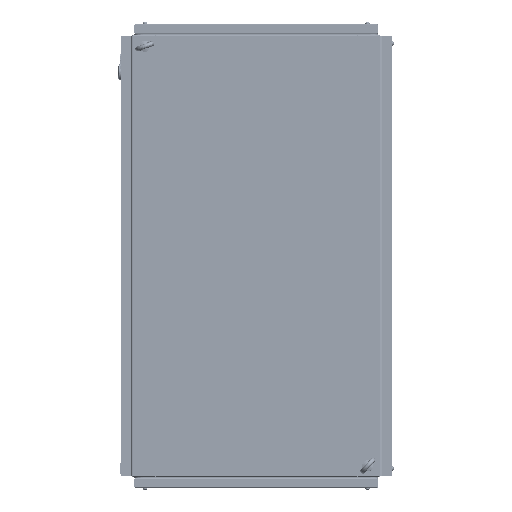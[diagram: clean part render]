
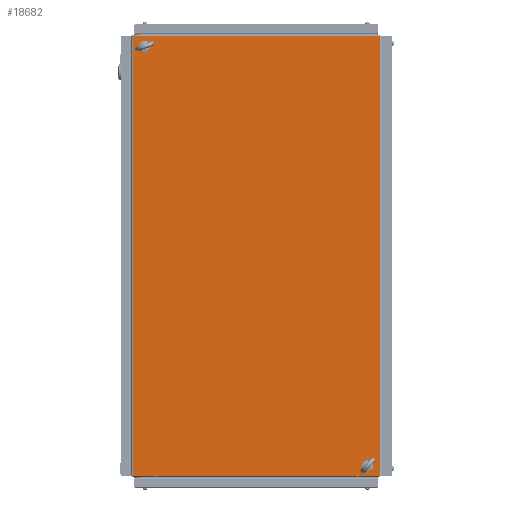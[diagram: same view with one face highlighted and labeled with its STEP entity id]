
A CAD part, front view. The second image highlights one B-rep face of the part: STEP entity #18682.
In plain terms, the highlighted planar face has unit normal (0, -1, 0).
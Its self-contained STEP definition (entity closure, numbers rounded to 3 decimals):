
#803 = DIRECTION ( 'NONE',  ( 0., -1., 0. ) ) ;
#927 = CARTESIAN_POINT ( 'NONE',  ( 43., -20., 779.5 ) ) ;
#932 = CARTESIAN_POINT ( 'NONE',  ( 20.8, -20., 0. ) ) ;
#4201 = FACE_BOUND ( 'NONE', #47909, .T. ) ;
#4242 = VERTEX_POINT ( 'NONE', #20033 ) ;
#4983 = PLANE ( 'NONE',  #37090 ) ;
#5646 = CIRCLE ( 'NONE', #69610, 4.5 ) ;
#8521 = ORIENTED_EDGE ( 'NONE', *, *, #35458, .F. ) ;
#8953 = VECTOR ( 'NONE', #25331, 1000. ) ;
#9968 = ORIENTED_EDGE ( 'NONE', *, *, #17715, .F. ) ;
#10116 = LINE ( 'NONE', #58036, #24373 ) ;
#11035 = DIRECTION ( 'NONE',  ( 0., -1., 0. ) ) ;
#11991 = ORIENTED_EDGE ( 'NONE', *, *, #55444, .T. ) ;
#12449 = CARTESIAN_POINT ( 'NONE',  ( 469.2, -20., 0. ) ) ;
#12642 = ORIENTED_EDGE ( 'NONE', *, *, #27028, .F. ) ;
#13685 = DIRECTION ( 'NONE',  ( 1., 0., 0. ) ) ;
#15198 = EDGE_CURVE ( 'NONE', #38667, #37646, #44466, .T. ) ;
#16917 = CARTESIAN_POINT ( 'NONE',  ( 447., -20., 19.5 ) ) ;
#17715 = EDGE_CURVE ( 'NONE', #25813, #37646, #10116, .T. ) ;
#18002 = EDGE_CURVE ( 'NONE', #61289, #19129, #57130, .T. ) ;
#18682 = ADVANCED_FACE ( 'NONE', ( #58039, #4201, #76067 ), #4983, .F. ) ;
#19129 = VERTEX_POINT ( 'NONE', #19284 ) ;
#19284 = CARTESIAN_POINT ( 'NONE',  ( 442.5, -20., 19.5 ) ) ;
#20033 = CARTESIAN_POINT ( 'NONE',  ( 20.8, -20., 799. ) ) ;
#23447 = VERTEX_POINT ( 'NONE', #23474 ) ;
#23474 = CARTESIAN_POINT ( 'NONE',  ( 38.5, -20., 779.5 ) ) ;
#24373 = VECTOR ( 'NONE', #64303, 1000. ) ;
#25331 = DIRECTION ( 'NONE',  ( 0., 0., -1. ) ) ;
#25601 = VECTOR ( 'NONE', #13685, 1000. ) ;
#25813 = VERTEX_POINT ( 'NONE', #27755 ) ;
#27028 = EDGE_CURVE ( 'NONE', #4242, #25813, #43558, .T. ) ;
#27755 = CARTESIAN_POINT ( 'NONE',  ( 469.2, -20., 799. ) ) ;
#28144 = CARTESIAN_POINT ( 'NONE',  ( 19.8, -20., 799. ) ) ;
#31777 = EDGE_LOOP ( 'NONE', ( #8521, #47132 ) ) ;
#32165 = ORIENTED_EDGE ( 'NONE', *, *, #18002, .F. ) ;
#32996 = ORIENTED_EDGE ( 'NONE', *, *, #15198, .T. ) ;
#35458 = EDGE_CURVE ( 'NONE', #73499, #23447, #45783, .T. ) ;
#37090 = AXIS2_PLACEMENT_3D ( 'NONE', #28144, #52530, #70948 ) ;
#37646 = VERTEX_POINT ( 'NONE', #12449 ) ;
#37812 = DIRECTION ( 'NONE',  ( 1., 0., 0. ) ) ;
#38667 = VERTEX_POINT ( 'NONE', #932 ) ;
#42866 = CARTESIAN_POINT ( 'NONE',  ( 451.5, -20., 19.5 ) ) ;
#43266 = AXIS2_PLACEMENT_3D ( 'NONE', #927, #48862, #72773 ) ;
#43558 = LINE ( 'NONE', #67501, #25601 ) ;
#44466 = LINE ( 'NONE', #68018, #50998 ) ;
#44469 = DIRECTION ( 'NONE',  ( 1., 0., 0. ) ) ;
#44963 = CARTESIAN_POINT ( 'NONE',  ( 47.5, -20., 779.5 ) ) ;
#45783 = CIRCLE ( 'NONE', #43266, 4.5 ) ;
#45847 = AXIS2_PLACEMENT_3D ( 'NONE', #48344, #803, #66029 ) ;
#47132 = ORIENTED_EDGE ( 'NONE', *, *, #59527, .F. ) ;
#47909 = EDGE_LOOP ( 'NONE', ( #32165, #57235 ) ) ;
#48344 = CARTESIAN_POINT ( 'NONE',  ( 447., -20., 19.5 ) ) ;
#48862 = DIRECTION ( 'NONE',  ( 0., -1., 0. ) ) ;
#48952 = LINE ( 'NONE', #74721, #8953 ) ;
#49590 = DIRECTION ( 'NONE',  ( 0., -1., 0. ) ) ;
#50998 = VECTOR ( 'NONE', #37812, 1000. ) ;
#52530 = DIRECTION ( 'NONE',  ( 0., 1., 0. ) ) ;
#55444 = EDGE_CURVE ( 'NONE', #4242, #38667, #48952, .T. ) ;
#57130 = CIRCLE ( 'NONE', #45847, 4.5 ) ;
#57235 = ORIENTED_EDGE ( 'NONE', *, *, #72378, .F. ) ;
#58036 = CARTESIAN_POINT ( 'NONE',  ( 469.2, -20., 799. ) ) ;
#58039 = FACE_BOUND ( 'NONE', #31777, .T. ) ;
#58226 = CIRCLE ( 'NONE', #75719, 4.5 ) ;
#59527 = EDGE_CURVE ( 'NONE', #23447, #73499, #5646, .T. ) ;
#61280 = EDGE_LOOP ( 'NONE', ( #32996, #9968, #12642, #11991 ) ) ;
#61289 = VERTEX_POINT ( 'NONE', #42866 ) ;
#64303 = DIRECTION ( 'NONE',  ( 0., 0., -1. ) ) ;
#66029 = DIRECTION ( 'NONE',  ( 1., 0., 0. ) ) ;
#67501 = CARTESIAN_POINT ( 'NONE',  ( 19.8, -20., 799. ) ) ;
#68018 = CARTESIAN_POINT ( 'NONE',  ( 19.8, -20., 0. ) ) ;
#69610 = AXIS2_PLACEMENT_3D ( 'NONE', #73521, #49590, #44469 ) ;
#70948 = DIRECTION ( 'NONE',  ( -1., 0., 0. ) ) ;
#72378 = EDGE_CURVE ( 'NONE', #19129, #61289, #58226, .T. ) ;
#72773 = DIRECTION ( 'NONE',  ( 1., 0., 0. ) ) ;
#73499 = VERTEX_POINT ( 'NONE', #44963 ) ;
#73521 = CARTESIAN_POINT ( 'NONE',  ( 43., -20., 779.5 ) ) ;
#74721 = CARTESIAN_POINT ( 'NONE',  ( 20.8, -20., 799. ) ) ;
#75719 = AXIS2_PLACEMENT_3D ( 'NONE', #16917, #11035, #77358 ) ;
#76067 = FACE_OUTER_BOUND ( 'NONE', #61280, .T. ) ;
#77358 = DIRECTION ( 'NONE',  ( 1., 0., 0. ) ) ;
